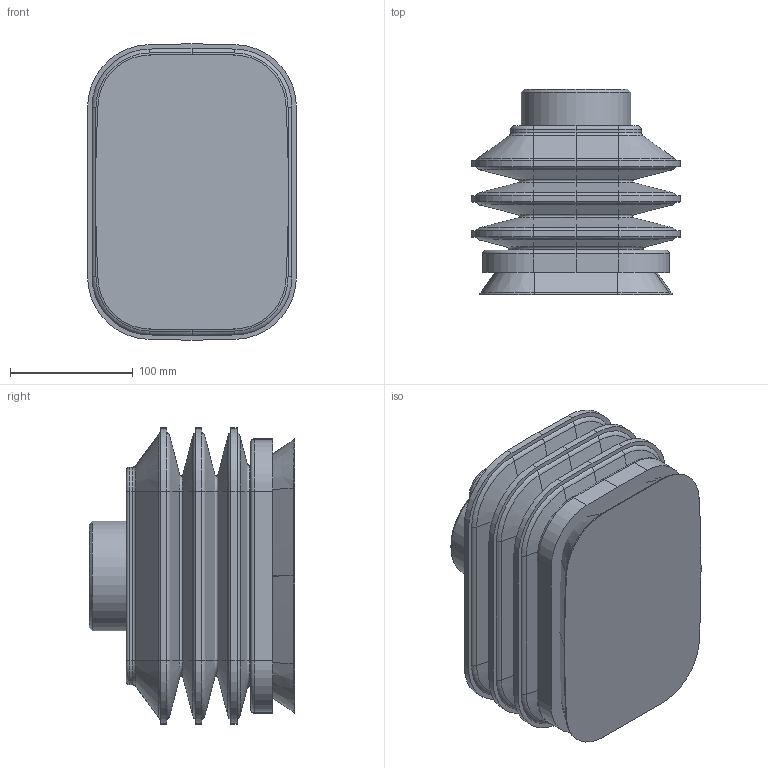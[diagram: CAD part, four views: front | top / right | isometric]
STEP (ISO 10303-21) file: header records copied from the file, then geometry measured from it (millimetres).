
FILE_DESCRIPTION(/* description */ (''),/* implementation_level */ '2;1');
FILE_NAME(/* name */ 'vmdf220x154nit_vmdl220x154cn_rac40r11-2h.stp',/* time_stamp */ '2020-07-17T09:29:26+02:00',/* author */ ('enginyeria'),/* organization */ (''),/* preprocessor_version */ 'ST-DEVELOPER v17',/* originating_system */ 'Autodesk Inventor 2019',/* authorisation */ '');
FILE_SCHEMA (('CONFIG_CONTROL_DESIGN'));
Length unit declared in the file: millimetre
Products named in the file (1): vmdf220x154nit_vmdl220x154cn_rac40r11-2h
Bounding box: 170 x 167.34 x 241.2 mm (x, y, z)
Volume: 4367961.5 mm3; surface area: 348517.9 mm2
Topology: 3 solids, 3 shells, 345 faces, 787 edges, 461 vertices
Faces by surface type: cylinder 117, plane 109, torus 69, cone 30, bspline 20
Full cylindrical faces by diameter (mm): 6.5 x4, 44.845 x1, 48 x1, 89 x1
Entity records: 10144 total; most frequent: DIRECTION 1843, CARTESIAN_POINT 1766, ORIENTED_EDGE 1574, EDGE_CURVE 787, AXIS2_PLACEMENT_3D 730, VERTEX_POINT 461, LINE 383, VECTOR 383
